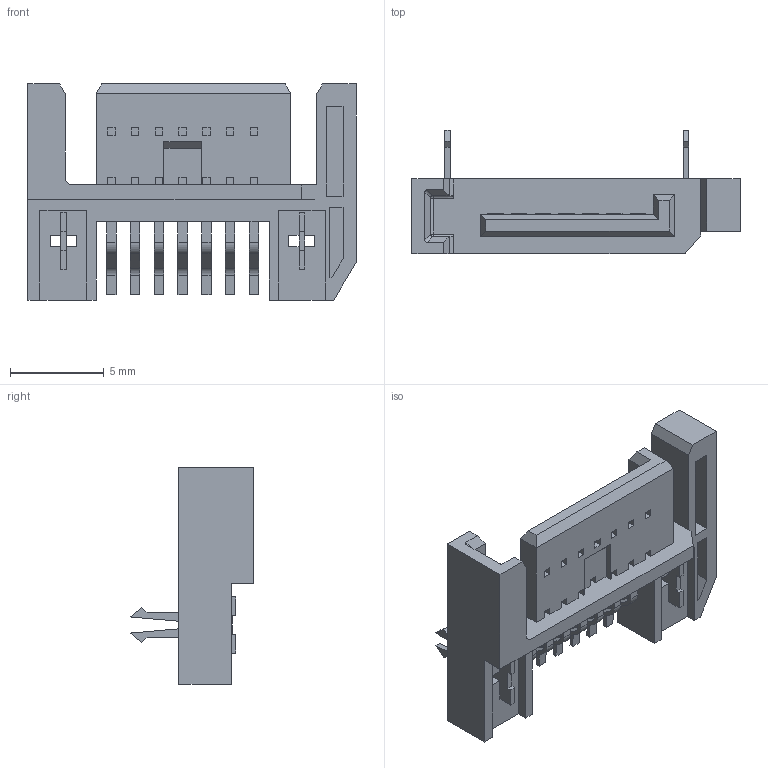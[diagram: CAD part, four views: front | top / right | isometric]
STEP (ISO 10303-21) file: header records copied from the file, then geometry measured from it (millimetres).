
FILE_DESCRIPTION((''),'2;1');
FILE_NAME('674901220','2014-07-23T',('me'),(''),'PRO/ENGINEER BY PARAMETRIC TECHNOLOGY CORPORATION, 2011490','PRO/ENGINEER BY PARAMETRIC TECHNOLOGY CORPORATION, 2011490','');
FILE_SCHEMA(('CONFIG_CONTROL_DESIGN'));
Length unit declared in the file: millimetre
Products named in the file (1): 674901220
Bounding box: 17.54 x 6.6 x 11.56 mm (x, y, z)
Volume: 306.7 mm3; surface area: 744.2 mm2
Topology: 1 solids, 1 shells, 434 faces, 1274 edges, 855 vertices
Faces by surface type: plane 395, cylinder 37, sphere 2
Entity records: 14186 total; most frequent: CARTESIAN_POINT 2572, ORIENTED_EDGE 2468, DIRECTION 2204, EDGE_CURVE 1234, VECTOR 1194, LINE 1194, VERTEX_POINT 815, AXIS2_PLACEMENT_3D 505
